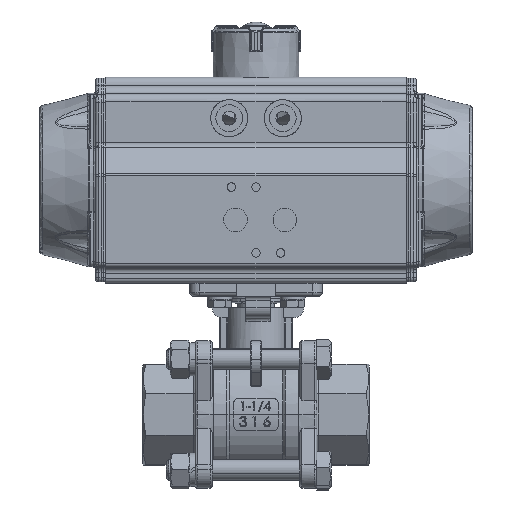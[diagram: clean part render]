
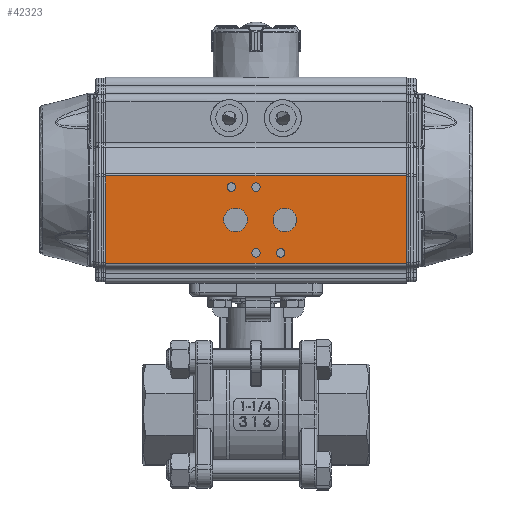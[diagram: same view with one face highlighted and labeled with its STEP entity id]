
A CAD part, top view. The second image highlights one B-rep face of the part: STEP entity #42323.
In plain terms, the highlighted face is planar.
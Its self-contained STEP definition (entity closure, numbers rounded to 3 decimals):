
#4191=CIRCLE('',#45907,2.067);
#4192=CIRCLE('',#45908,2.067);
#4193=CIRCLE('',#45909,2.067);
#4194=CIRCLE('',#45910,2.067);
#4195=CIRCLE('',#45911,5.723);
#4196=CIRCLE('',#45912,5.723);
#12368=ORIENTED_EDGE('',*,*,#21950,.T.);
#12369=ORIENTED_EDGE('',*,*,#21951,.T.);
#12370=ORIENTED_EDGE('',*,*,#21952,.T.);
#12371=ORIENTED_EDGE('',*,*,#21953,.T.);
#12372=ORIENTED_EDGE('',*,*,#21954,.T.);
#12373=ORIENTED_EDGE('',*,*,#21955,.T.);
#12374=ORIENTED_EDGE('',*,*,#21956,.F.);
#12375=ORIENTED_EDGE('',*,*,#21949,.T.);
#12376=ORIENTED_EDGE('',*,*,#21957,.T.);
#12377=ORIENTED_EDGE('',*,*,#21919,.T.);
#21919=EDGE_CURVE('',#27131,#27130,#30436,.T.);
#21949=EDGE_CURVE('',#27155,#27156,#30453,.T.);
#21950=EDGE_CURVE('',#27157,#27157,#4191,.T.);
#21951=EDGE_CURVE('',#27158,#27158,#4192,.T.);
#21952=EDGE_CURVE('',#27159,#27159,#4193,.T.);
#21953=EDGE_CURVE('',#27160,#27160,#4194,.T.);
#21954=EDGE_CURVE('',#27161,#27161,#4195,.T.);
#21955=EDGE_CURVE('',#27162,#27162,#4196,.T.);
#21956=EDGE_CURVE('',#27155,#27130,#30454,.T.);
#21957=EDGE_CURVE('',#27156,#27131,#30455,.T.);
#27130=VERTEX_POINT('',#93918);
#27131=VERTEX_POINT('',#93920);
#27155=VERTEX_POINT('',#93980);
#27156=VERTEX_POINT('',#93982);
#27157=VERTEX_POINT('',#93986);
#27158=VERTEX_POINT('',#93988);
#27159=VERTEX_POINT('',#93990);
#27160=VERTEX_POINT('',#93992);
#27161=VERTEX_POINT('',#93994);
#27162=VERTEX_POINT('',#93996);
#30436=LINE('',#93919,#32781);
#30453=LINE('',#93983,#32798);
#30454=LINE('',#93997,#32799);
#30455=LINE('',#93998,#32800);
#32781=VECTOR('',#52902,1000.);
#32798=VECTOR('',#52961,1000.);
#32799=VECTOR('',#52976,1000.);
#32800=VECTOR('',#52977,1000.);
#35344=EDGE_LOOP('',(#12368));
#35345=EDGE_LOOP('',(#12369));
#35346=EDGE_LOOP('',(#12370));
#35347=EDGE_LOOP('',(#12371));
#35348=EDGE_LOOP('',(#12372));
#35349=EDGE_LOOP('',(#12373));
#35350=EDGE_LOOP('',(#12374,#12375,#12376,#12377));
#38473=FACE_BOUND('',#35344,.T.);
#38474=FACE_BOUND('',#35345,.T.);
#38475=FACE_BOUND('',#35346,.T.);
#38476=FACE_BOUND('',#35347,.T.);
#38477=FACE_BOUND('',#35348,.T.);
#38478=FACE_BOUND('',#35349,.T.);
#38479=FACE_BOUND('',#35350,.T.);
#40661=PLANE('',#45906);
#42323=ADVANCED_FACE('',(#38473,#38474,#38475,#38476,#38477,#38478,#38479),
#40661,.T.);
#45906=AXIS2_PLACEMENT_3D('',#93984,#52962,#52963);
#45907=AXIS2_PLACEMENT_3D('',#93985,#52964,#52965);
#45908=AXIS2_PLACEMENT_3D('',#93987,#52966,#52967);
#45909=AXIS2_PLACEMENT_3D('',#93989,#52968,#52969);
#45910=AXIS2_PLACEMENT_3D('',#93991,#52970,#52971);
#45911=AXIS2_PLACEMENT_3D('',#93993,#52972,#52973);
#45912=AXIS2_PLACEMENT_3D('',#93995,#52974,#52975);
#52902=DIRECTION('',(0.,0.,1.));
#52961=DIRECTION('',(0.,0.,-1.));
#52962=DIRECTION('',(1.,0.,0.));
#52963=DIRECTION('',(0.,0.,-1.));
#52964=DIRECTION('',(-1.,0.,0.));
#52965=DIRECTION('',(0.,0.,-1.));
#52966=DIRECTION('',(-1.,0.,0.));
#52967=DIRECTION('',(0.,0.,-1.));
#52968=DIRECTION('',(-1.,0.,0.));
#52969=DIRECTION('',(0.,0.,-1.));
#52970=DIRECTION('',(-1.,0.,0.));
#52971=DIRECTION('',(0.,0.,-1.));
#52972=DIRECTION('',(-1.,0.,0.));
#52973=DIRECTION('',(0.,0.,-1.));
#52974=DIRECTION('',(-1.,0.,0.));
#52975=DIRECTION('',(0.,0.,-1.));
#52976=DIRECTION('',(0.,1.,0.));
#52977=DIRECTION('',(0.,1.,0.));
#93918=CARTESIAN_POINT('',(52.,1.877,146.));
#93919=CARTESIAN_POINT('',(52.,1.877,0.));
#93920=CARTESIAN_POINT('',(52.,1.877,0.));
#93980=CARTESIAN_POINT('',(52.,-40.5,146.));
#93982=CARTESIAN_POINT('',(52.,-40.5,0.));
#93983=CARTESIAN_POINT('',(52.,-40.5,0.));
#93984=CARTESIAN_POINT('',(52.,-40.5,0.));
#93985=CARTESIAN_POINT('',(52.,-35.5,73.));
#93986=CARTESIAN_POINT('',(52.,-35.5,70.933));
#93987=CARTESIAN_POINT('',(52.,-3.5,73.));
#93988=CARTESIAN_POINT('',(52.,-3.5,70.933));
#93989=CARTESIAN_POINT('',(52.,-3.5,85.));
#93990=CARTESIAN_POINT('',(52.,-3.5,82.933));
#93991=CARTESIAN_POINT('',(52.,-35.5,61.));
#93992=CARTESIAN_POINT('',(52.,-35.5,58.933));
#93993=CARTESIAN_POINT('',(52.,-19.5,82.961));
#93994=CARTESIAN_POINT('',(52.,-19.5,77.238));
#93995=CARTESIAN_POINT('',(52.,-19.5,58.961));
#93996=CARTESIAN_POINT('',(52.,-19.5,53.238));
#93997=CARTESIAN_POINT('',(52.,-3.019,146.));
#93998=CARTESIAN_POINT('',(52.,-3.019,0.));
